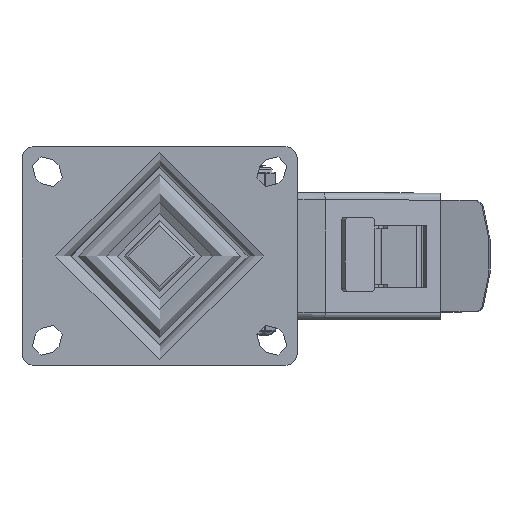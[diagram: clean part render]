
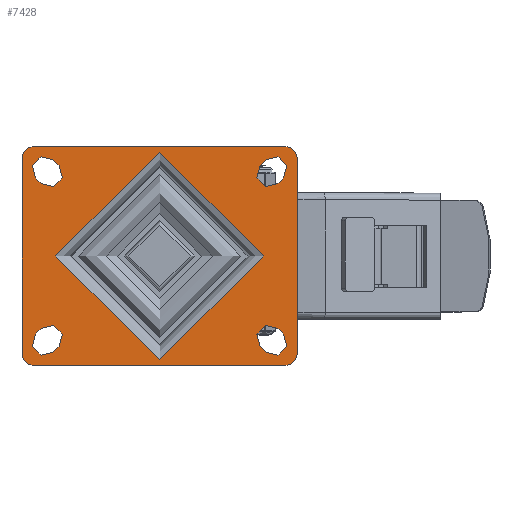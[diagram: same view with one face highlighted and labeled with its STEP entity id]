
A CAD part, top view. The second image highlights one B-rep face of the part: STEP entity #7428.
In plain terms, the highlighted planar face has unit normal (0, 0, 1).
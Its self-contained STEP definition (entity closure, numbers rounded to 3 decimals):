
#340=FACE_BOUND('',#2723,.T.);
#341=FACE_BOUND('',#2724,.T.);
#342=FACE_BOUND('',#2725,.T.);
#343=FACE_BOUND('',#2726,.T.);
#344=FACE_BOUND('',#2727,.T.);
#490=PLANE('',#8135);
#1060=LINE('',#12736,#1631);
#1064=LINE('',#12748,#1635);
#1068=LINE('',#12760,#1639);
#1072=LINE('',#12772,#1643);
#1076=LINE('',#12784,#1647);
#1080=LINE('',#12796,#1651);
#1084=LINE('',#12808,#1655);
#1088=LINE('',#12820,#1659);
#1104=LINE('',#12937,#1675);
#1106=LINE('',#12940,#1677);
#1108=LINE('',#12943,#1679);
#1109=LINE('',#12944,#1680);
#1631=VECTOR('',#9368,10.);
#1635=VECTOR('',#9380,10.);
#1639=VECTOR('',#9392,10.);
#1643=VECTOR('',#9404,10.);
#1647=VECTOR('',#9416,10.);
#1651=VECTOR('',#9428,10.);
#1655=VECTOR('',#9440,10.);
#1659=VECTOR('',#9452,10.);
#1675=VECTOR('',#9594,1000.);
#1677=VECTOR('',#9598,1000.);
#1679=VECTOR('',#9602,1000.);
#1680=VECTOR('',#9603,1000.);
#2263=FACE_OUTER_BOUND('',#2722,.T.);
#2722=EDGE_LOOP('',(#6068,#6069,#6070,#6071,#6072,#6073,#6074,#6075));
#2723=EDGE_LOOP('',(#6076,#6077,#6078,#6079));
#2724=EDGE_LOOP('',(#6080,#6081,#6082,#6083));
#2725=EDGE_LOOP('',(#6084,#6085,#6086,#6087));
#2726=EDGE_LOOP('',(#6088,#6089,#6090,#6091));
#2727=EDGE_LOOP('',(#6092));
#3077=CIRCLE('',#8045,4.5);
#3079=CIRCLE('',#8049,4.5);
#3081=CIRCLE('',#8053,4.5);
#3083=CIRCLE('',#8057,4.5);
#3085=CIRCLE('',#8061,4.5);
#3087=CIRCLE('',#8065,4.5);
#3089=CIRCLE('',#8069,4.5);
#3091=CIRCLE('',#8073,4.5);
#3097=CIRCLE('',#8081,37.);
#3106=CIRCLE('',#8095,4.);
#3108=CIRCLE('',#8098,4.);
#3110=CIRCLE('',#8101,4.);
#3112=CIRCLE('',#8104,4.);
#3589=VERTEX_POINT('',#12733);
#3590=VERTEX_POINT('',#12735);
#3592=VERTEX_POINT('',#12741);
#3594=VERTEX_POINT('',#12747);
#3597=VERTEX_POINT('',#12757);
#3598=VERTEX_POINT('',#12759);
#3600=VERTEX_POINT('',#12765);
#3602=VERTEX_POINT('',#12771);
#3605=VERTEX_POINT('',#12781);
#3606=VERTEX_POINT('',#12783);
#3608=VERTEX_POINT('',#12789);
#3610=VERTEX_POINT('',#12795);
#3613=VERTEX_POINT('',#12805);
#3614=VERTEX_POINT('',#12807);
#3616=VERTEX_POINT('',#12813);
#3618=VERTEX_POINT('',#12819);
#3622=VERTEX_POINT('',#12834);
#3629=VERTEX_POINT('',#12858);
#3630=VERTEX_POINT('',#12859);
#3633=VERTEX_POINT('',#12867);
#3634=VERTEX_POINT('',#12868);
#3637=VERTEX_POINT('',#12876);
#3638=VERTEX_POINT('',#12877);
#3641=VERTEX_POINT('',#12885);
#3642=VERTEX_POINT('',#12886);
#4421=EDGE_CURVE('',#3590,#3589,#1060,.T.);
#4424=EDGE_CURVE('',#3592,#3590,#3077,.T.);
#4427=EDGE_CURVE('',#3594,#3592,#1064,.T.);
#4430=EDGE_CURVE('',#3589,#3594,#3079,.T.);
#4433=EDGE_CURVE('',#3598,#3597,#1068,.T.);
#4436=EDGE_CURVE('',#3600,#3598,#3081,.T.);
#4439=EDGE_CURVE('',#3602,#3600,#1072,.T.);
#4442=EDGE_CURVE('',#3597,#3602,#3083,.T.);
#4445=EDGE_CURVE('',#3606,#3605,#1076,.T.);
#4448=EDGE_CURVE('',#3608,#3606,#3085,.T.);
#4451=EDGE_CURVE('',#3610,#3608,#1080,.T.);
#4454=EDGE_CURVE('',#3605,#3610,#3087,.T.);
#4457=EDGE_CURVE('',#3614,#3613,#1084,.T.);
#4460=EDGE_CURVE('',#3616,#3614,#3089,.T.);
#4463=EDGE_CURVE('',#3618,#3616,#1088,.T.);
#4466=EDGE_CURVE('',#3613,#3618,#3091,.T.);
#4472=EDGE_CURVE('',#3622,#3622,#3097,.T.);
#4483=EDGE_CURVE('',#3629,#3630,#3106,.T.);
#4487=EDGE_CURVE('',#3633,#3634,#3108,.T.);
#4491=EDGE_CURVE('',#3637,#3638,#3110,.T.);
#4495=EDGE_CURVE('',#3641,#3642,#3112,.T.);
#4518=EDGE_CURVE('',#3642,#3633,#1104,.T.);
#4520=EDGE_CURVE('',#3634,#3629,#1106,.T.);
#4522=EDGE_CURVE('',#3638,#3641,#1108,.T.);
#4523=EDGE_CURVE('',#3630,#3637,#1109,.T.);
#6068=ORIENTED_EDGE('',*,*,#4495,.F.);
#6069=ORIENTED_EDGE('',*,*,#4522,.F.);
#6070=ORIENTED_EDGE('',*,*,#4491,.F.);
#6071=ORIENTED_EDGE('',*,*,#4523,.F.);
#6072=ORIENTED_EDGE('',*,*,#4483,.F.);
#6073=ORIENTED_EDGE('',*,*,#4520,.F.);
#6074=ORIENTED_EDGE('',*,*,#4487,.F.);
#6075=ORIENTED_EDGE('',*,*,#4518,.F.);
#6076=ORIENTED_EDGE('',*,*,#4427,.T.);
#6077=ORIENTED_EDGE('',*,*,#4424,.T.);
#6078=ORIENTED_EDGE('',*,*,#4421,.T.);
#6079=ORIENTED_EDGE('',*,*,#4430,.T.);
#6080=ORIENTED_EDGE('',*,*,#4439,.T.);
#6081=ORIENTED_EDGE('',*,*,#4436,.T.);
#6082=ORIENTED_EDGE('',*,*,#4433,.T.);
#6083=ORIENTED_EDGE('',*,*,#4442,.T.);
#6084=ORIENTED_EDGE('',*,*,#4451,.T.);
#6085=ORIENTED_EDGE('',*,*,#4448,.T.);
#6086=ORIENTED_EDGE('',*,*,#4445,.T.);
#6087=ORIENTED_EDGE('',*,*,#4454,.T.);
#6088=ORIENTED_EDGE('',*,*,#4463,.T.);
#6089=ORIENTED_EDGE('',*,*,#4460,.T.);
#6090=ORIENTED_EDGE('',*,*,#4457,.T.);
#6091=ORIENTED_EDGE('',*,*,#4466,.T.);
#6092=ORIENTED_EDGE('',*,*,#4472,.F.);
#7428=ADVANCED_FACE('',(#2263,#340,#341,#342,#343,#344),#490,.T.);
#8045=AXIS2_PLACEMENT_3D('',#12742,#9374,#9375);
#8049=AXIS2_PLACEMENT_3D('',#12752,#9386,#9387);
#8053=AXIS2_PLACEMENT_3D('',#12766,#9398,#9399);
#8057=AXIS2_PLACEMENT_3D('',#12776,#9410,#9411);
#8061=AXIS2_PLACEMENT_3D('',#12790,#9422,#9423);
#8065=AXIS2_PLACEMENT_3D('',#12800,#9434,#9435);
#8069=AXIS2_PLACEMENT_3D('',#12814,#9446,#9447);
#8073=AXIS2_PLACEMENT_3D('',#12824,#9458,#9459);
#8081=AXIS2_PLACEMENT_3D('',#12836,#9474,#9475);
#8095=AXIS2_PLACEMENT_3D('',#12860,#9504,#9505);
#8098=AXIS2_PLACEMENT_3D('',#12869,#9512,#9513);
#8101=AXIS2_PLACEMENT_3D('',#12878,#9520,#9521);
#8104=AXIS2_PLACEMENT_3D('',#12887,#9528,#9529);
#8135=AXIS2_PLACEMENT_3D('',#12942,#9600,#9601);
#9368=DIRECTION('',(0.707,0.707,0.));
#9374=DIRECTION('center_axis',(0.,0.,-1.));
#9375=DIRECTION('ref_axis',(-0.707,0.707,0.));
#9380=DIRECTION('',(-0.707,-0.707,0.));
#9386=DIRECTION('center_axis',(0.,0.,-1.));
#9387=DIRECTION('ref_axis',(0.707,-0.707,0.));
#9392=DIRECTION('',(-0.707,0.707,0.));
#9398=DIRECTION('center_axis',(0.,0.,-1.));
#9399=DIRECTION('ref_axis',(-0.707,-0.707,0.));
#9404=DIRECTION('',(0.707,-0.707,0.));
#9410=DIRECTION('center_axis',(0.,0.,-1.));
#9411=DIRECTION('ref_axis',(0.707,0.707,0.));
#9416=DIRECTION('',(0.707,-0.707,0.));
#9422=DIRECTION('center_axis',(0.,0.,-1.));
#9423=DIRECTION('ref_axis',(0.707,0.707,0.));
#9428=DIRECTION('',(-0.707,0.707,0.));
#9434=DIRECTION('center_axis',(0.,0.,-1.));
#9435=DIRECTION('ref_axis',(-0.707,-0.707,0.));
#9440=DIRECTION('',(-0.707,-0.707,0.));
#9446=DIRECTION('center_axis',(0.,0.,-1.));
#9447=DIRECTION('ref_axis',(0.707,-0.707,0.));
#9452=DIRECTION('',(0.707,0.707,0.));
#9458=DIRECTION('center_axis',(0.,0.,-1.));
#9459=DIRECTION('ref_axis',(-0.707,0.707,0.));
#9474=DIRECTION('center_axis',(0.,0.,1.));
#9475=DIRECTION('ref_axis',(-1.,0.,0.));
#9504=DIRECTION('center_axis',(0.,0.,-1.));
#9505=DIRECTION('ref_axis',(-0.707,0.707,0.));
#9512=DIRECTION('center_axis',(0.,0.,-1.));
#9513=DIRECTION('ref_axis',(-0.707,-0.707,0.));
#9520=DIRECTION('center_axis',(0.,0.,-1.));
#9521=DIRECTION('ref_axis',(0.707,0.707,0.));
#9528=DIRECTION('center_axis',(0.,0.,-1.));
#9529=DIRECTION('ref_axis',(0.707,-0.707,0.));
#9594=DIRECTION('',(-1.,0.,0.));
#9598=DIRECTION('',(0.,1.,0.));
#9600=DIRECTION('center_axis',(0.,0.,1.));
#9601=DIRECTION('ref_axis',(1.,0.,0.));
#9602=DIRECTION('',(0.,-1.,0.));
#9603=DIRECTION('',(1.,0.,0.));
#12733=CARTESIAN_POINT('',(37.818,34.182,0.));
#12735=CARTESIAN_POINT('',(35.818,32.182,0.));
#12736=CARTESIAN_POINT('',(18.818,15.182,0.));
#12741=CARTESIAN_POINT('',(42.182,25.818,0.));
#12742=CARTESIAN_POINT('Origin',(39.,29.,0.));
#12747=CARTESIAN_POINT('',(44.182,27.818,0.));
#12748=CARTESIAN_POINT('',(26.182,9.818,0.));
#12752=CARTESIAN_POINT('Origin',(41.,31.,0.));
#12757=CARTESIAN_POINT('',(35.818,-32.182,0.));
#12759=CARTESIAN_POINT('',(37.818,-34.182,0.));
#12760=CARTESIAN_POINT('',(19.818,-16.182,0.));
#12765=CARTESIAN_POINT('',(44.182,-27.818,0.));
#12766=CARTESIAN_POINT('Origin',(41.,-31.,0.));
#12771=CARTESIAN_POINT('',(42.182,-25.818,0.));
#12772=CARTESIAN_POINT('',(25.182,-8.818,0.));
#12776=CARTESIAN_POINT('Origin',(39.,-29.,0.));
#12781=CARTESIAN_POINT('',(-35.818,32.182,0.));
#12783=CARTESIAN_POINT('',(-37.818,34.182,0.));
#12784=CARTESIAN_POINT('',(-19.818,16.182,0.));
#12789=CARTESIAN_POINT('',(-44.182,27.818,0.));
#12790=CARTESIAN_POINT('Origin',(-41.,31.,0.));
#12795=CARTESIAN_POINT('',(-42.182,25.818,0.));
#12796=CARTESIAN_POINT('',(-25.182,8.818,0.));
#12800=CARTESIAN_POINT('Origin',(-39.,29.,0.));
#12805=CARTESIAN_POINT('',(-37.818,-34.182,0.));
#12807=CARTESIAN_POINT('',(-35.818,-32.182,0.));
#12808=CARTESIAN_POINT('',(-18.818,-15.182,0.));
#12813=CARTESIAN_POINT('',(-42.182,-25.818,0.));
#12814=CARTESIAN_POINT('Origin',(-39.,-29.,0.));
#12819=CARTESIAN_POINT('',(-44.182,-27.818,0.));
#12820=CARTESIAN_POINT('',(-26.182,-9.818,0.));
#12824=CARTESIAN_POINT('Origin',(-41.,-31.,0.));
#12834=CARTESIAN_POINT('',(-37.,0.,0.));
#12836=CARTESIAN_POINT('Origin',(0.,0.,0.));
#12858=CARTESIAN_POINT('',(-49.,35.,0.));
#12859=CARTESIAN_POINT('',(-45.,39.,0.));
#12860=CARTESIAN_POINT('Origin',(-45.,35.,0.));
#12867=CARTESIAN_POINT('',(-45.,-39.,0.));
#12868=CARTESIAN_POINT('',(-49.,-35.,0.));
#12869=CARTESIAN_POINT('Origin',(-45.,-35.,0.));
#12876=CARTESIAN_POINT('',(45.,39.,0.));
#12877=CARTESIAN_POINT('',(49.,35.,0.));
#12878=CARTESIAN_POINT('Origin',(45.,35.,0.));
#12885=CARTESIAN_POINT('',(49.,-35.,0.));
#12886=CARTESIAN_POINT('',(45.,-39.,0.));
#12887=CARTESIAN_POINT('Origin',(45.,-35.,0.));
#12937=CARTESIAN_POINT('',(49.,-39.,0.));
#12940=CARTESIAN_POINT('',(-49.,-39.,0.));
#12942=CARTESIAN_POINT('Origin',(0.,0.,0.));
#12943=CARTESIAN_POINT('',(49.,39.,0.));
#12944=CARTESIAN_POINT('',(-49.,39.,0.));
